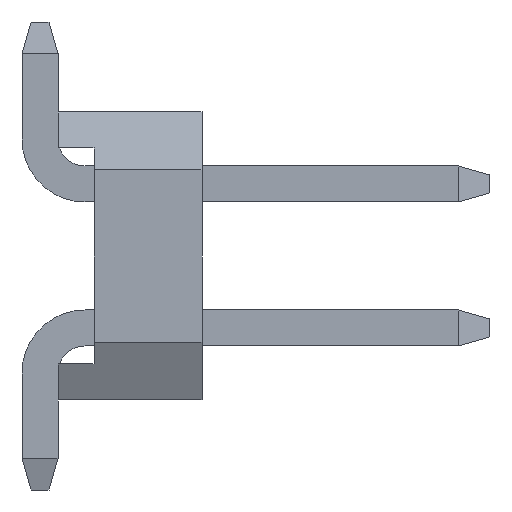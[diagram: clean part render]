
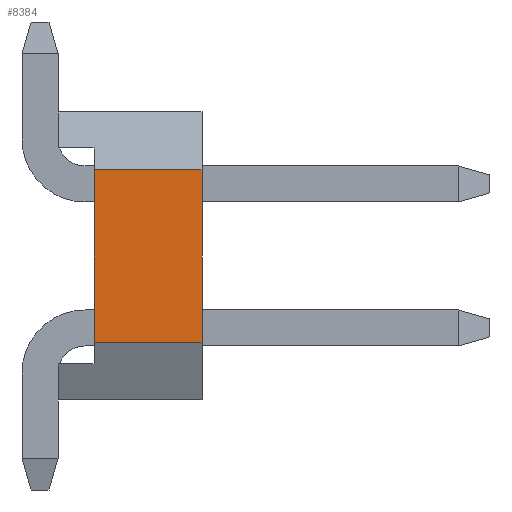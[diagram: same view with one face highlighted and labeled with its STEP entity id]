
A CAD part, left-side view. The second image highlights one B-rep face of the part: STEP entity #8384.
In plain terms, the highlighted planar face has unit normal (-1, 0, 0).
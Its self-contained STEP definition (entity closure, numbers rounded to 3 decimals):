
#603 = LINE ( 'NONE', #7153, #7731 ) ;
#678 = EDGE_CURVE ( 'E628', #10283, #6930, #11241, .T. ) ;
#1632 = DIRECTION ( 'NONE',  ( 0., 0., -1. ) ) ;
#1683 = EDGE_LOOP ( 'NONE', ( #12232, #2883, #7019, #11972 ) ) ;
#1774 = AXIS2_PLACEMENT_3D ( 'NONE', #9850, #4101, #4805 ) ;
#2709 = VERTEX_POINT ( 'NONE', #4096 ) ;
#2883 = ORIENTED_EDGE ( 'NONE', *, *, #11939, .T. ) ;
#2957 = FACE_OUTER_BOUND ( 'NONE', #1683, .T. ) ;
#3199 = VECTOR ( 'NONE', #10167, 1000. ) ;
#3274 = CARTESIAN_POINT ( 'NONE',  ( -5.975, -2., 1.2 ) ) ;
#3308 = EDGE_CURVE ( 'E584', #10283, #2709, #5013, .T. ) ;
#4096 = CARTESIAN_POINT ( 'NONE',  ( -5.975, -0.5, 1.2 ) ) ;
#4101 = DIRECTION ( 'NONE',  ( 1., 0., 0. ) ) ;
#4339 = VECTOR ( 'NONE', #1632, 1000. ) ;
#4805 = DIRECTION ( 'NONE',  ( 0., 1., 0. ) ) ;
#4930 = VECTOR ( 'NONE', #9873, 1000. ) ;
#5013 = LINE ( 'NONE', #5976, #4930 ) ;
#5976 = CARTESIAN_POINT ( 'NONE',  ( -5.975, -2., 1.2 ) ) ;
#6930 = VERTEX_POINT ( 'NONE', #11143 ) ;
#7019 = ORIENTED_EDGE ( 'NONE', *, *, #7909, .F. ) ;
#7051 = VERTEX_POINT ( 'NONE', #8652 ) ;
#7153 = CARTESIAN_POINT ( 'NONE',  ( -5.975, -2., -1.2 ) ) ;
#7731 = VECTOR ( 'NONE', #8151, 1000. ) ;
#7909 = EDGE_CURVE ( 'E623', #6930, #7051, #603, .T. ) ;
#8151 = DIRECTION ( 'NONE',  ( 0., 1., 0. ) ) ;
#8384 = ADVANCED_FACE ( 'E612', ( #2957 ), #10808, .F. ) ;
#8652 = CARTESIAN_POINT ( 'NONE',  ( -5.975, -0.5, -1.2 ) ) ;
#9850 = CARTESIAN_POINT ( 'NONE',  ( -5.975, -2., 1.2 ) ) ;
#9873 = DIRECTION ( 'NONE',  ( 0., 1., 0. ) ) ;
#10167 = DIRECTION ( 'NONE',  ( 0., 0., -1. ) ) ;
#10283 = VERTEX_POINT ( 'NONE', #11905 ) ;
#10400 = CARTESIAN_POINT ( 'NONE',  ( -5.975, -0.5, 1.2 ) ) ;
#10808 = PLANE ( 'NONE',  #1774 ) ;
#11143 = CARTESIAN_POINT ( 'NONE',  ( -5.975, -2., -1.2 ) ) ;
#11241 = LINE ( 'NONE', #3274, #3199 ) ;
#11905 = CARTESIAN_POINT ( 'NONE',  ( -5.975, -2., 1.2 ) ) ;
#11939 = EDGE_CURVE ( 'E618', #2709, #7051, #12163, .T. ) ;
#11972 = ORIENTED_EDGE ( 'NONE', *, *, #678, .F. ) ;
#12163 = LINE ( 'NONE', #10400, #4339 ) ;
#12232 = ORIENTED_EDGE ( 'NONE', *, *, #3308, .T. ) ;
